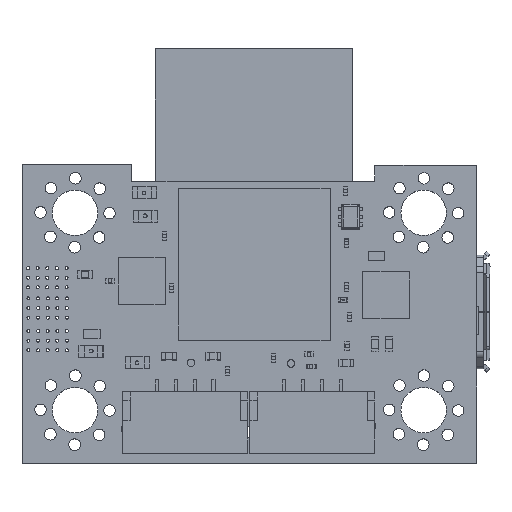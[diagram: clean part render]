
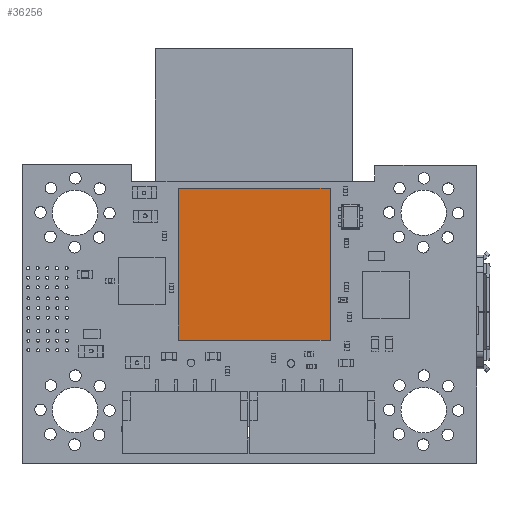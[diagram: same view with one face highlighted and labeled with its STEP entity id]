
A CAD part, top view. The second image highlights one B-rep face of the part: STEP entity #36256.
In plain terms, the highlighted planar face has unit normal (0, 0, 1).
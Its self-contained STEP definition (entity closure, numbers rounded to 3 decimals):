
#36127 = VERTEX_POINT('',#36128);
#36128 = CARTESIAN_POINT('',(5.,5.,0.6));
#36134 = EDGE_CURVE('',#36127,#36135,#36137,.T.);
#36135 = VERTEX_POINT('',#36136);
#36136 = CARTESIAN_POINT('',(-5.,5.,0.6));
#36137 = LINE('',#36138,#36139);
#36138 = CARTESIAN_POINT('',(5.,5.,0.6));
#36139 = VECTOR('',#36140,1.);
#36140 = DIRECTION('',(-1.,0.,0.));
#36165 = EDGE_CURVE('',#36135,#36166,#36168,.T.);
#36166 = VERTEX_POINT('',#36167);
#36167 = CARTESIAN_POINT('',(-5.,-5.,0.6));
#36168 = LINE('',#36169,#36170);
#36169 = CARTESIAN_POINT('',(-5.,5.,0.6));
#36170 = VECTOR('',#36171,1.);
#36171 = DIRECTION('',(0.,-1.,0.));
#36196 = EDGE_CURVE('',#36166,#36197,#36199,.T.);
#36197 = VERTEX_POINT('',#36198);
#36198 = CARTESIAN_POINT('',(5.,-5.,0.6));
#36199 = LINE('',#36200,#36201);
#36200 = CARTESIAN_POINT('',(-5.,-5.,0.6));
#36201 = VECTOR('',#36202,1.);
#36202 = DIRECTION('',(1.,0.,0.));
#36227 = EDGE_CURVE('',#36197,#36127,#36228,.T.);
#36228 = LINE('',#36229,#36230);
#36229 = CARTESIAN_POINT('',(5.,-5.,0.6));
#36230 = VECTOR('',#36231,1.);
#36231 = DIRECTION('',(0.,1.,0.));
#36256 = ADVANCED_FACE('',(#36257),#36263,.F.);
#36257 = FACE_BOUND('',#36258,.T.);
#36258 = EDGE_LOOP('',(#36259,#36260,#36261,#36262));
#36259 = ORIENTED_EDGE('',*,*,#36134,.T.);
#36260 = ORIENTED_EDGE('',*,*,#36165,.T.);
#36261 = ORIENTED_EDGE('',*,*,#36196,.T.);
#36262 = ORIENTED_EDGE('',*,*,#36227,.T.);
#36263 = PLANE('',#36264);
#36264 = AXIS2_PLACEMENT_3D('',#36265,#36266,#36267);
#36265 = CARTESIAN_POINT('',(5.,5.,0.6));
#36266 = DIRECTION('',(0.,0.,-1.));
#36267 = DIRECTION('',(-1.,0.,0.));
